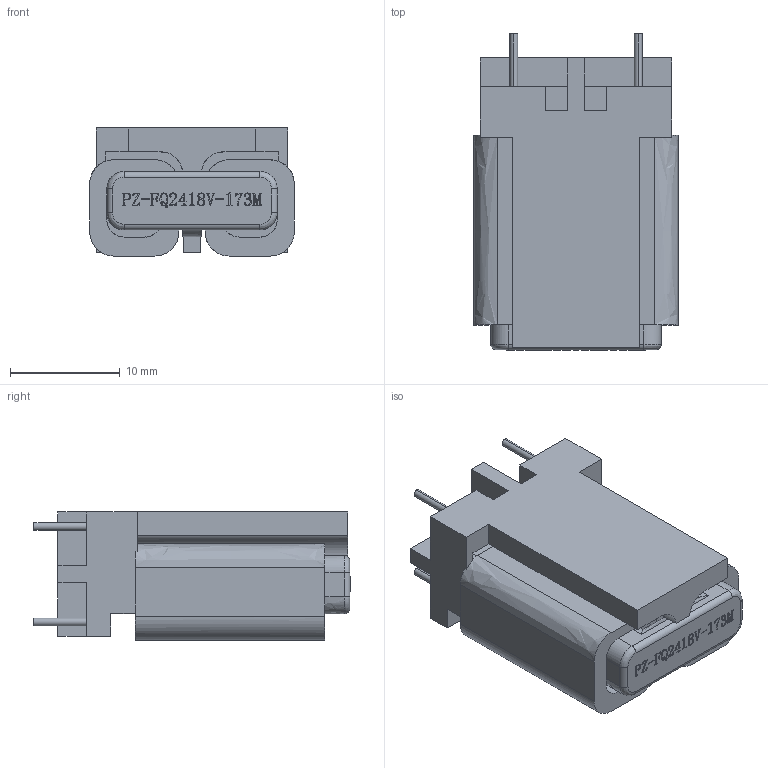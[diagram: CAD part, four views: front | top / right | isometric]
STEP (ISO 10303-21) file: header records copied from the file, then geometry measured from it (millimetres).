
FILE_DESCRIPTION(('FreeCAD Model'),'2;1');
FILE_NAME('Open CASCADE Shape Model','2025-04-29T10:05:33',('FreeCAD'),( 'FreeCAD'),'Open CASCADE STEP processor 7.6','FreeCAD','Unknown');
FILE_SCHEMA(('AUTOMOTIVE_DESIGN { 1 0 10303 214 1 1 1 1 }'));
Length unit declared in the file: millimetre
Products named in the file (1): Open CASCADE STEP translator 7.6 1
Bounding box: 18.64 x 28.82 x 11.67 mm (x, y, z)
Volume: 3931.1 mm3; surface area: 3548.3 mm2
Topology: 1 solids, 1 shells, 417 faces, 1172 edges, 770 vertices
Faces by surface type: bspline 417
Entity records: 17394 total; most frequent: CARTESIAN_POINT 10341, ORIENTED_EDGE 2344, EDGE_CURVE 1172, B_SPLINE_CURVE_WITH_KNOTS 1078, VERTEX_POINT 770, FACE_BOUND 444, EDGE_LOOP 444, ADVANCED_FACE 417
